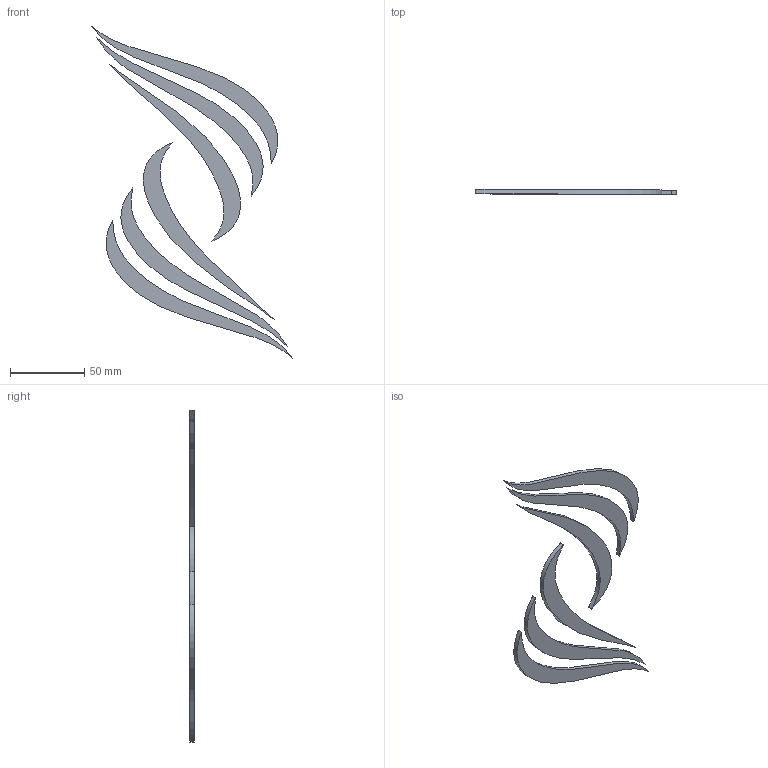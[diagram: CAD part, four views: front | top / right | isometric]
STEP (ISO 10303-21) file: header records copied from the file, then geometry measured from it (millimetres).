
FILE_DESCRIPTION (( 'STEP AP214' ), '1' );
FILE_NAME ('ZTUB_14_LOGO.STEP', '2023-11-15T15:43:33', ( '' ), ( '' ), 'SwSTEP 2.0', 'SolidWorks 2018', '' );
FILE_SCHEMA (( 'AUTOMOTIVE_DESIGN' ));
Length unit declared in the file: millimetre
Products named in the file (1): ZTUB_14_LOGO
Bounding box: 135.02 x 3 x 223.25 mm (x, y, z)
Volume: 21433.4 mm3; surface area: 20153.9 mm2
Topology: 6 solids, 6 shells, 24 faces, 36 edges, 24 vertices
Faces by surface type: bspline 12, plane 12
Entity records: 751 total; most frequent: CARTESIAN_POINT 321, ORIENTED_EDGE 72, DIRECTION 38, EDGE_CURVE 36, EDGE_LOOP 24, B_SPLINE_CURVE_WITH_KNOTS 24, ADVANCED_FACE 24, VERTEX_POINT 24
